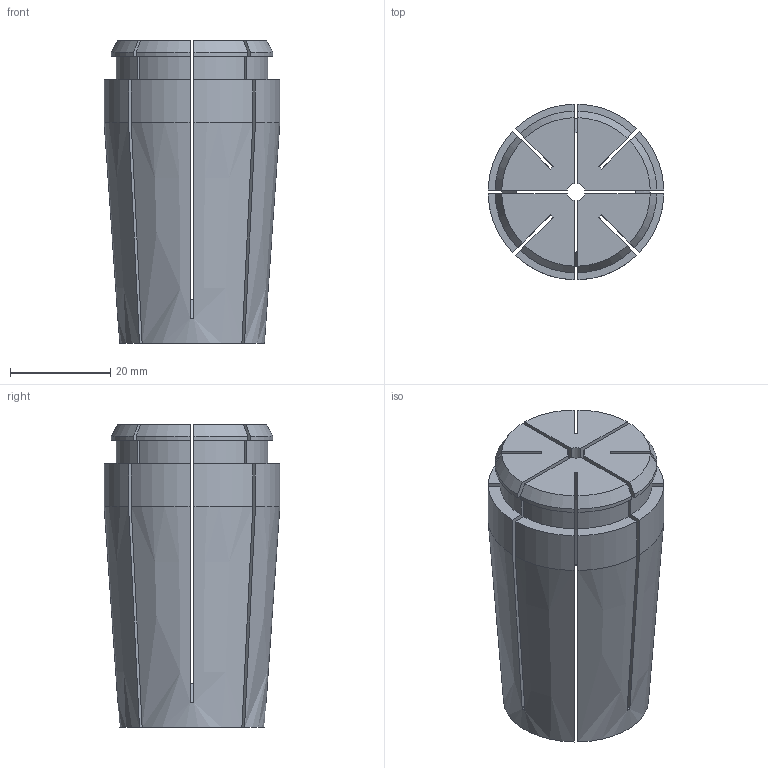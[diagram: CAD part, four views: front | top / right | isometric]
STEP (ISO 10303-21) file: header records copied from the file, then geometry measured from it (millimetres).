
FILE_DESCRIPTION (( 'STEP AP203' ), '1' );
FILE_NAME ('STP-5250-696-100-A09-0(84063-0.141).STEP', '2022-09-22T07:57:22', ( '' ), ( '' ), 'SwSTEP 2.0', 'SolidWorks 2017', '' );
FILE_SCHEMA (( 'CONFIG_CONTROL_DESIGN' ));
Length unit declared in the file: millimetre
Products named in the file (1): STP-5250-696-100-A09-0(84063-0.141)
Bounding box: 34.99 x 34.99 x 60.32 mm (x, y, z)
Volume: 33204.3 mm3; surface area: 17917.6 mm2
Topology: 1 solids, 1 shells, 102 faces, 306 edges, 204 vertices
Faces by surface type: cylinder 45, plane 40, cone 17
Entity records: 3770 total; most frequent: CARTESIAN_POINT 950, ORIENTED_EDGE 612, DIRECTION 556, EDGE_CURVE 306, AXIS2_PLACEMENT_3D 209, VERTEX_POINT 204, VECTOR 138, LINE 138
